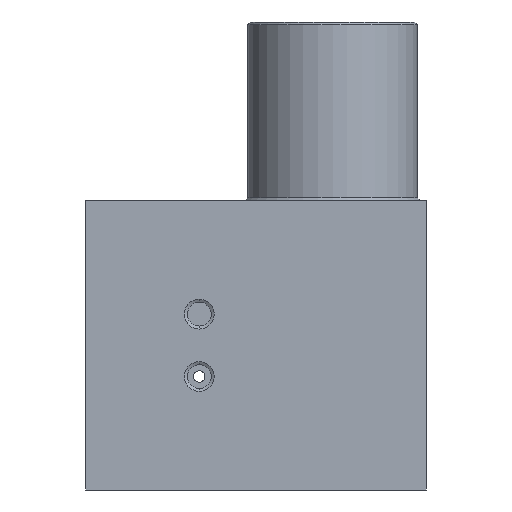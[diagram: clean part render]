
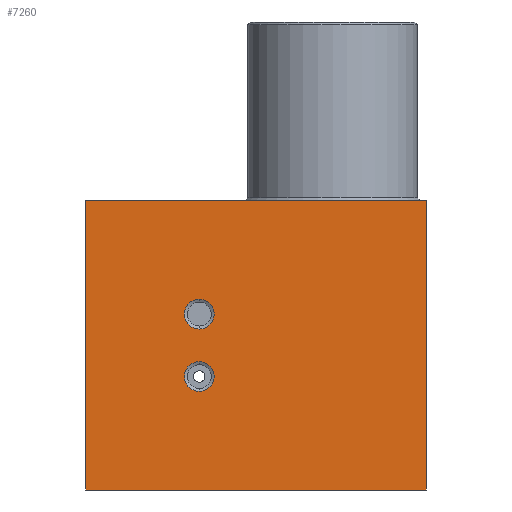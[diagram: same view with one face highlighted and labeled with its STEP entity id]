
A CAD part, left-side view. The second image highlights one B-rep face of the part: STEP entity #7260.
In plain terms, the highlighted planar face has unit normal (-1, 0, 0).
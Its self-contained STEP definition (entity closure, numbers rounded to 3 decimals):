
#634 = PLANE ( 'NONE',  #8785 ) ;
#662 = DIRECTION ( 'NONE',  ( 1., 0., 0. ) ) ;
#672 = CARTESIAN_POINT ( 'NONE',  ( -85.795, -33.59, 7.75 ) ) ;
#674 = DIRECTION ( 'NONE',  ( 0., 0., -1. ) ) ;
#872 = CARTESIAN_POINT ( 'NONE',  ( -85.795, 6.41, -7.625 ) ) ;
#891 = CARTESIAN_POINT ( 'NONE',  ( -85.795, 6.41, -12.875 ) ) ;
#896 = CARTESIAN_POINT ( 'NONE',  ( -85.795, 26.41, 9.75 ) ) ;
#905 = CARTESIAN_POINT ( 'NONE',  ( -85.795, 26.41, -41.25 ) ) ;
#943 = CARTESIAN_POINT ( 'NONE',  ( -85.795, 6.41, -23.875 ) ) ;
#1038 = ORIENTED_EDGE ( 'NONE', *, *, #4447, .T. ) ;
#1073 = VERTEX_POINT ( 'NONE', #905 ) ;
#1099 = ORIENTED_EDGE ( 'NONE', *, *, #4444, .T. ) ;
#1121 = ORIENTED_EDGE ( 'NONE', *, *, #3863, .F. ) ;
#1125 = ORIENTED_EDGE ( 'NONE', *, *, #3831, .F. ) ;
#1141 = VERTEX_POINT ( 'NONE', #891 ) ;
#1149 = VERTEX_POINT ( 'NONE', #872 ) ;
#1164 = VERTEX_POINT ( 'NONE', #896 ) ;
#1209 = VERTEX_POINT ( 'NONE', #943 ) ;
#1278 = VERTEX_POINT ( 'NONE', #5726 ) ;
#1284 = ORIENTED_EDGE ( 'NONE', *, *, #4394, .T. ) ;
#1305 = ORIENTED_EDGE ( 'NONE', *, *, #4438, .T. ) ;
#1308 = ORIENTED_EDGE ( 'NONE', *, *, #3872, .T. ) ;
#1310 = ORIENTED_EDGE ( 'NONE', *, *, #4405, .T. ) ;
#1339 = VERTEX_POINT ( 'NONE', #6552 ) ;
#1397 = VERTEX_POINT ( 'NONE', #5570 ) ;
#1748 = CIRCLE ( 'NONE', #3941, 2.625 ) ;
#1816 = LINE ( 'NONE', #6410, #2142 ) ;
#1859 = CIRCLE ( 'NONE', #3944, 2.625 ) ;
#2082 = LINE ( 'NONE', #4954, #2209 ) ;
#2117 = CIRCLE ( 'NONE', #4068, 2.625 ) ;
#2142 = VECTOR ( 'NONE', #6408, 1000. ) ;
#2177 = VECTOR ( 'NONE', #4995, 1000. ) ;
#2185 = CIRCLE ( 'NONE', #3923, 2.625 ) ;
#2188 = LINE ( 'NONE', #5076, #2177 ) ;
#2209 = VECTOR ( 'NONE', #5158, 1000. ) ;
#2329 = VECTOR ( 'NONE', #5560, 1000. ) ;
#2366 = LINE ( 'NONE', #6548, #2329 ) ;
#3116 = EDGE_LOOP ( 'NONE', ( #1284, #1308 ) ) ;
#3618 = EDGE_LOOP ( 'NONE', ( #1038, #1310 ) ) ;
#3673 = EDGE_LOOP ( 'NONE', ( #1305, #1125, #1121, #1099 ) ) ;
#3831 = EDGE_CURVE ( 'NONE', #1339, #1397, #2366, .T. ) ;
#3863 = EDGE_CURVE ( 'NONE', #1164, #1339, #1816, .T. ) ;
#3872 = EDGE_CURVE ( 'NONE', #1141, #1149, #2117, .T. ) ;
#3923 = AXIS2_PLACEMENT_3D ( 'NONE', #5051, #5243, #4973 ) ;
#3941 = AXIS2_PLACEMENT_3D ( 'NONE', #5163, #4931, #5082 ) ;
#3944 = AXIS2_PLACEMENT_3D ( 'NONE', #5084, #5087, #5046 ) ;
#4068 = AXIS2_PLACEMENT_3D ( 'NONE', #6386, #6384, #6383 ) ;
#4394 = EDGE_CURVE ( 'NONE', #1149, #1141, #1859, .T. ) ;
#4405 = EDGE_CURVE ( 'NONE', #1209, #1278, #1748, .T. ) ;
#4438 = EDGE_CURVE ( 'NONE', #1073, #1397, #2082, .T. ) ;
#4444 = EDGE_CURVE ( 'NONE', #1164, #1073, #2188, .T. ) ;
#4447 = EDGE_CURVE ( 'NONE', #1278, #1209, #2185, .T. ) ;
#4931 = DIRECTION ( 'NONE',  ( 1., 0., 0. ) ) ;
#4954 = CARTESIAN_POINT ( 'NONE',  ( -85.795, -33.59, -41.25 ) ) ;
#4973 = DIRECTION ( 'NONE',  ( 0., 0., -1. ) ) ;
#4995 = DIRECTION ( 'NONE',  ( 0., 0., -1. ) ) ;
#5046 = DIRECTION ( 'NONE',  ( 0., 0., -1. ) ) ;
#5051 = CARTESIAN_POINT ( 'NONE',  ( -85.795, 6.41, -21.25 ) ) ;
#5076 = CARTESIAN_POINT ( 'NONE',  ( -85.795, 26.41, 7.75 ) ) ;
#5082 = DIRECTION ( 'NONE',  ( 0., 0., -1. ) ) ;
#5084 = CARTESIAN_POINT ( 'NONE',  ( -85.795, 6.41, -10.25 ) ) ;
#5087 = DIRECTION ( 'NONE',  ( 1., 0., 0. ) ) ;
#5158 = DIRECTION ( 'NONE',  ( 0., -1., 0. ) ) ;
#5163 = CARTESIAN_POINT ( 'NONE',  ( -85.795, 6.41, -21.25 ) ) ;
#5243 = DIRECTION ( 'NONE',  ( 1., 0., 0. ) ) ;
#5560 = DIRECTION ( 'NONE',  ( 0., 0., -1. ) ) ;
#5570 = CARTESIAN_POINT ( 'NONE',  ( -85.795, -33.59, -41.25 ) ) ;
#5726 = CARTESIAN_POINT ( 'NONE',  ( -85.795, 6.41, -18.625 ) ) ;
#6383 = DIRECTION ( 'NONE',  ( 0., 0., -1. ) ) ;
#6384 = DIRECTION ( 'NONE',  ( 1., 0., 0. ) ) ;
#6386 = CARTESIAN_POINT ( 'NONE',  ( -85.795, 6.41, -10.25 ) ) ;
#6408 = DIRECTION ( 'NONE',  ( 0., -1., 0. ) ) ;
#6410 = CARTESIAN_POINT ( 'NONE',  ( -85.795, -33.59, 9.75 ) ) ;
#6548 = CARTESIAN_POINT ( 'NONE',  ( -85.795, -33.59, 7.75 ) ) ;
#6552 = CARTESIAN_POINT ( 'NONE',  ( -85.795, -33.59, 9.75 ) ) ;
#7260 = ADVANCED_FACE ( 'NONE', ( #8390, #8173, #8394 ), #634, .F. ) ;
#8173 = FACE_BOUND ( 'NONE', #3618, .T. ) ;
#8390 = FACE_BOUND ( 'NONE', #3116, .T. ) ;
#8394 = FACE_OUTER_BOUND ( 'NONE', #3673, .T. ) ;
#8785 = AXIS2_PLACEMENT_3D ( 'NONE', #672, #662, #674 ) ;
